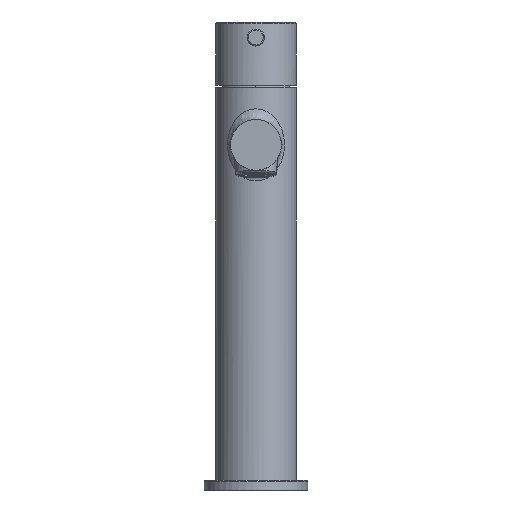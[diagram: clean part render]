
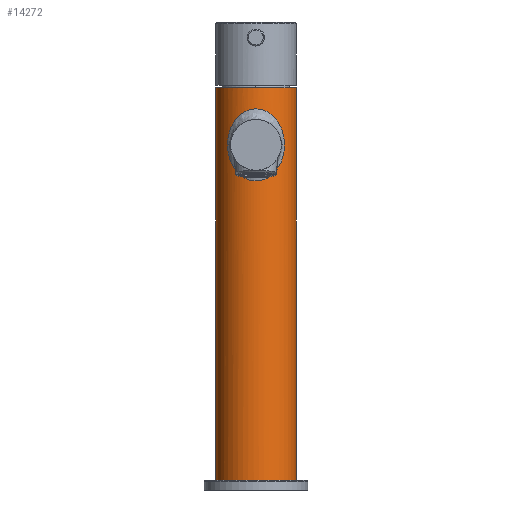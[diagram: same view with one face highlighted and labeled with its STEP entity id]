
A CAD part, front view. The second image highlights one B-rep face of the part: STEP entity #14272.
In plain terms, the highlighted cylindrical face has radius 19 mm (diameter 38 mm), a partial arc.
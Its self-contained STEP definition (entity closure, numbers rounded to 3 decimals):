
#796=FACE_BOUND('',#22439,.T.);
#6783=B_SPLINE_CURVE_WITH_KNOTS('',1,(#119723,#119724),.UNSPECIFIED.,.F.,
 .F.,(2,2),(-185.5,0.),.UNSPECIFIED.);
#6784=B_SPLINE_CURVE_WITH_KNOTS('',1,(#119730,#119731),.UNSPECIFIED.,.F.,
 .F.,(2,2),(-185.5,0.),.UNSPECIFIED.);
#6785=B_SPLINE_CURVE_WITH_KNOTS('',3,(#119737,#119738,#119739,#119740,#119741,
#119742,#119743,#119744,#119745,#119746,#119747,#119748,#119749,#119750,
#119751,#119752,#119753,#119754,#119755,#119756,#119757,#119758,#119759,
#119760,#119761,#119762,#119763,#119764,#119765),.UNSPECIFIED.,.F.,.F.,
(4,1,1,1,1,1,1,1,1,1,1,1,1,1,1,1,1,1,1,1,1,1,1,1,1,1,4),(0.,1.588,
3.502,6.577,9.81,11.52,13.285,
15.084,16.895,18.767,20.692,22.742,
23.789,24.841,25.893,26.939,28.989,
30.915,32.786,34.597,36.397,38.162,
39.872,43.105,46.18,48.093,49.682),
 .UNSPECIFIED.);
#6789=B_SPLINE_CURVE_WITH_KNOTS('',3,(#119805,#119806,#119807,#119808,#119809,
#119810,#119811,#119812,#119813,#119814,#119815,#119816,#119817,#119818,
#119819,#119820,#119821,#119822,#119823,#119824,#119825,#119826,#119827,
#119828,#119829,#119830,#119831,#119832,#119833),.UNSPECIFIED.,.F.,.F.,
(4,1,1,1,1,1,1,1,1,1,1,1,1,1,1,1,1,1,1,1,1,1,1,1,1,1,4),(0.,1.588,
3.502,6.577,9.81,11.52,13.285,
15.085,16.896,18.767,20.693,22.743,
23.789,24.841,25.868,26.89,28.913,
30.889,32.804,34.652,36.438,38.167,
39.845,43.086,46.233,48.133,49.683),
 .UNSPECIFIED.);
#10545=CYLINDRICAL_SURFACE('',#60370,19.);
#14272=ADVANCED_FACE('',(#17979,#796),#10545,.T.);
#17979=FACE_OUTER_BOUND('',#22438,.T.);
#22438=EDGE_LOOP('',(#38702,#38703,#38704,#38705));
#22439=EDGE_LOOP('',(#38706,#38707));
#38702=ORIENTED_EDGE('',*,*,#47862,.T.);
#38703=ORIENTED_EDGE('',*,*,#47865,.T.);
#38704=ORIENTED_EDGE('',*,*,#47864,.T.);
#38705=ORIENTED_EDGE('',*,*,#47863,.T.);
#38706=ORIENTED_EDGE('',*,*,#47870,.T.);
#38707=ORIENTED_EDGE('',*,*,#47866,.T.);
#47862=EDGE_CURVE('',#56027,#56028,#6783,.T.);
#47863=EDGE_CURVE('',#56029,#56027,#50501,.T.);
#47864=EDGE_CURVE('',#56030,#56029,#6784,.T.);
#47865=EDGE_CURVE('',#56028,#56030,#50502,.T.);
#47866=EDGE_CURVE('',#56031,#56032,#6785,.T.);
#47870=EDGE_CURVE('',#56032,#56031,#6789,.T.);
#50501=(
BOUNDED_CURVE()
B_SPLINE_CURVE(2,(#119725,#119726,#119727,#119728,#119729),
 .UNSPECIFIED.,.F.,.F.)
B_SPLINE_CURVE_WITH_KNOTS((3,2,3),(-59.69,-29.845,0.),
 .UNSPECIFIED.)
CURVE()
GEOMETRIC_REPRESENTATION_ITEM()
RATIONAL_B_SPLINE_CURVE((1.,0.707,1.,0.707,1.))
REPRESENTATION_ITEM('')
);
#50502=(
BOUNDED_CURVE()
B_SPLINE_CURVE(2,(#119732,#119733,#119734,#119735,#119736),
 .UNSPECIFIED.,.F.,.F.)
B_SPLINE_CURVE_WITH_KNOTS((3,2,3),(-59.69,-29.845,0.),
 .UNSPECIFIED.)
CURVE()
GEOMETRIC_REPRESENTATION_ITEM()
RATIONAL_B_SPLINE_CURVE((1.,0.707,1.,0.707,1.))
REPRESENTATION_ITEM('')
);
#56027=VERTEX_POINT('',#119378);
#56028=VERTEX_POINT('',#119379);
#56029=VERTEX_POINT('',#119380);
#56030=VERTEX_POINT('',#119381);
#56031=VERTEX_POINT('',#119382);
#56032=VERTEX_POINT('',#119383);
#60370=AXIS2_PLACEMENT_3D('',#115109,#63979,$);
#63979=DIRECTION('',(0.,0.,-1.));
#115109=CARTESIAN_POINT('',(300.,0.,52.425));
#119378=CARTESIAN_POINT('',(300.,-19.,145.175));
#119379=CARTESIAN_POINT('',(300.,-19.,-40.325));
#119380=CARTESIAN_POINT('',(300.,19.,145.175));
#119381=CARTESIAN_POINT('',(300.,19.,-40.325));
#119382=CARTESIAN_POINT('',(313.412,13.458,118.175));
#119383=CARTESIAN_POINT('',(313.412,-13.458,118.175));
#119723=CARTESIAN_POINT('',(300.,-19.,145.175));
#119724=CARTESIAN_POINT('',(300.,-19.,-40.325));
#119725=CARTESIAN_POINT('',(300.,19.,145.175));
#119726=CARTESIAN_POINT('',(319.,19.,145.175));
#119727=CARTESIAN_POINT('',(319.,0.,145.175));
#119728=CARTESIAN_POINT('',(319.,-19.,145.175));
#119729=CARTESIAN_POINT('',(300.,-19.,145.175));
#119730=CARTESIAN_POINT('',(300.,19.,-40.325));
#119731=CARTESIAN_POINT('',(300.,19.,145.175));
#119732=CARTESIAN_POINT('',(300.,-19.,-40.325));
#119733=CARTESIAN_POINT('',(319.,-19.,-40.325));
#119734=CARTESIAN_POINT('',(319.,0.,-40.325));
#119735=CARTESIAN_POINT('',(319.,19.,-40.325));
#119736=CARTESIAN_POINT('',(300.,19.,-40.325));
#119737=CARTESIAN_POINT('',(313.412,13.458,118.175));
#119738=CARTESIAN_POINT('',(313.412,13.458,117.582));
#119739=CARTESIAN_POINT('',(313.466,13.404,116.275));
#119740=CARTESIAN_POINT('',(313.784,13.082,113.878));
#119741=CARTESIAN_POINT('',(314.484,12.324,111.078));
#119742=CARTESIAN_POINT('',(315.361,11.215,108.66));
#119743=CARTESIAN_POINT('',(316.124,10.072,106.852));
#119744=CARTESIAN_POINT('',(316.718,9.057,105.556));
#119745=CARTESIAN_POINT('',(317.294,7.906,104.374));
#119746=CARTESIAN_POINT('',(317.83,6.617,103.329));
#119747=CARTESIAN_POINT('',(318.301,5.187,102.444));
#119748=CARTESIAN_POINT('',(318.684,3.591,101.743));
#119749=CARTESIAN_POINT('',(318.895,2.148,101.363));
#119750=CARTESIAN_POINT('',(318.985,0.931,101.203));
#119751=CARTESIAN_POINT('',(319.008,0.,101.162));
#119752=CARTESIAN_POINT('',(318.985,-0.931,101.203));
#119753=CARTESIAN_POINT('',(318.895,-2.148,101.363));
#119754=CARTESIAN_POINT('',(318.684,-3.591,101.743));
#119755=CARTESIAN_POINT('',(318.301,-5.187,102.444));
#119756=CARTESIAN_POINT('',(317.83,-6.617,103.329));
#119757=CARTESIAN_POINT('',(317.294,-7.906,104.374));
#119758=CARTESIAN_POINT('',(316.718,-9.057,105.555));
#119759=CARTESIAN_POINT('',(316.124,-10.072,106.852));
#119760=CARTESIAN_POINT('',(315.361,-11.215,108.66));
#119761=CARTESIAN_POINT('',(314.484,-12.324,111.079));
#119762=CARTESIAN_POINT('',(313.784,-13.082,113.878));
#119763=CARTESIAN_POINT('',(313.466,-13.404,116.275));
#119764=CARTESIAN_POINT('',(313.412,-13.458,117.583));
#119765=CARTESIAN_POINT('',(313.412,-13.458,118.175));
#119805=CARTESIAN_POINT('',(313.412,-13.458,118.175));
#119806=CARTESIAN_POINT('',(313.412,-13.458,118.768));
#119807=CARTESIAN_POINT('',(313.466,-13.404,120.076));
#119808=CARTESIAN_POINT('',(313.784,-13.082,122.473));
#119809=CARTESIAN_POINT('',(314.484,-12.324,125.273));
#119810=CARTESIAN_POINT('',(315.361,-11.215,127.691));
#119811=CARTESIAN_POINT('',(316.124,-10.072,129.499));
#119812=CARTESIAN_POINT('',(316.718,-9.057,130.795));
#119813=CARTESIAN_POINT('',(317.294,-7.906,131.977));
#119814=CARTESIAN_POINT('',(317.83,-6.617,133.022));
#119815=CARTESIAN_POINT('',(318.301,-5.187,133.907));
#119816=CARTESIAN_POINT('',(318.684,-3.591,134.608));
#119817=CARTESIAN_POINT('',(318.895,-2.148,134.988));
#119818=CARTESIAN_POINT('',(318.985,-0.931,135.148));
#119819=CARTESIAN_POINT('',(319.007,-0.007,135.189));
#119820=CARTESIAN_POINT('',(318.985,0.909,135.15));
#119821=CARTESIAN_POINT('',(318.9,2.104,134.996));
#119822=CARTESIAN_POINT('',(318.692,3.548,134.624));
#119823=CARTESIAN_POINT('',(318.308,5.165,133.921));
#119824=CARTESIAN_POINT('',(317.827,6.629,133.016));
#119825=CARTESIAN_POINT('',(317.283,7.931,131.954));
#119826=CARTESIAN_POINT('',(316.707,9.076,130.772));
#119827=CARTESIAN_POINT('',(316.122,10.074,129.494));
#119828=CARTESIAN_POINT('',(315.366,11.208,127.703));
#119829=CARTESIAN_POINT('',(314.483,12.327,125.273));
#119830=CARTESIAN_POINT('',(313.777,13.089,122.449));
#119831=CARTESIAN_POINT('',(313.464,13.406,120.041));
#119832=CARTESIAN_POINT('',(313.412,13.458,118.754));
#119833=CARTESIAN_POINT('',(313.412,13.458,118.175));
